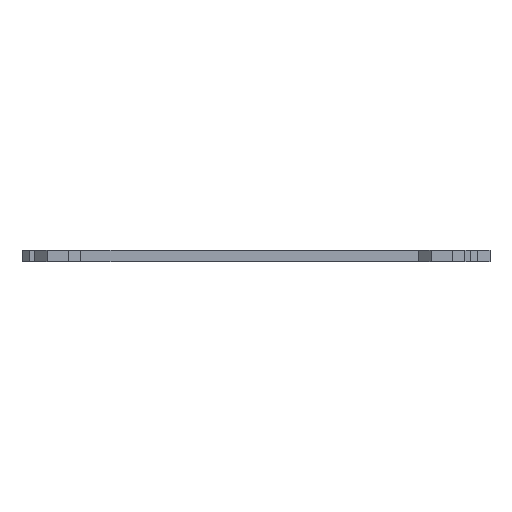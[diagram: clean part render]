
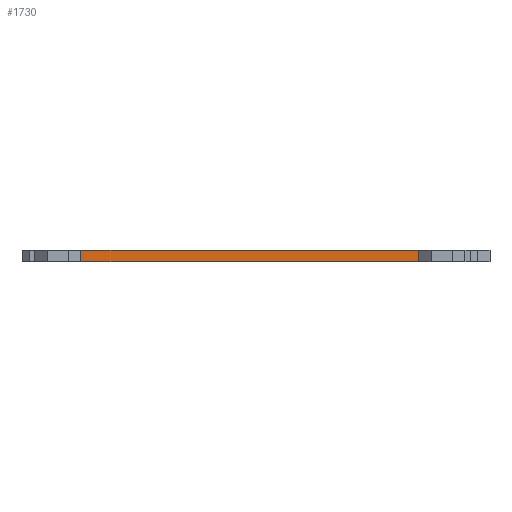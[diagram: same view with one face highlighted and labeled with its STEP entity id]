
A CAD part, left-side view. The second image highlights one B-rep face of the part: STEP entity #1730.
In plain terms, the highlighted planar face has unit normal (-1, 0, 0).
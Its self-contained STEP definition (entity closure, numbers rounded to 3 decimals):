
#74=PLANE('',#1896);
#166=FACE_OUTER_BOUND('',#270,.T.);
#270=EDGE_LOOP('',(#1487,#1488,#1489,#1490));
#357=LINE('',#2569,#545);
#435=LINE('',#2818,#623);
#436=LINE('',#2821,#624);
#437=LINE('',#2822,#625);
#545=VECTOR('',#2039,10.);
#623=VECTOR('',#2307,10.);
#624=VECTOR('',#2310,10.);
#625=VECTOR('',#2311,10.);
#796=VERTEX_POINT('',#2566);
#797=VERTEX_POINT('',#2568);
#873=VERTEX_POINT('',#2816);
#874=VERTEX_POINT('',#2820);
#968=EDGE_CURVE('',#796,#797,#357,.T.);
#1091=EDGE_CURVE('',#873,#797,#435,.T.);
#1092=EDGE_CURVE('',#874,#873,#436,.T.);
#1093=EDGE_CURVE('',#874,#796,#437,.T.);
#1487=ORIENTED_EDGE('',*,*,#1092,.T.);
#1488=ORIENTED_EDGE('',*,*,#1091,.T.);
#1489=ORIENTED_EDGE('',*,*,#968,.F.);
#1490=ORIENTED_EDGE('',*,*,#1093,.F.);
#1730=ADVANCED_FACE('',(#166),#74,.T.);
#1896=AXIS2_PLACEMENT_3D('',#2819,#2308,#2309);
#2039=DIRECTION('',(0.,1.,0.));
#2307=DIRECTION('',(0.,0.,-1.));
#2308=DIRECTION('center_axis',(-1.,0.,0.));
#2309=DIRECTION('ref_axis',(0.,1.,0.));
#2310=DIRECTION('',(0.,1.,0.));
#2311=DIRECTION('',(0.,0.,-1.));
#2566=CARTESIAN_POINT('',(-127.5,-94.5,-6.35));
#2568=CARTESIAN_POINT('',(-127.5,94.5,-6.35));
#2569=CARTESIAN_POINT('',(-127.5,-127.5,-6.35));
#2816=CARTESIAN_POINT('',(-127.5,94.5,0.));
#2818=CARTESIAN_POINT('',(-127.5,94.5,0.));
#2819=CARTESIAN_POINT('Origin',(-127.5,-94.5,0.));
#2820=CARTESIAN_POINT('',(-127.5,-94.5,0.));
#2821=CARTESIAN_POINT('',(-127.5,-127.5,0.));
#2822=CARTESIAN_POINT('',(-127.5,-94.5,0.));
